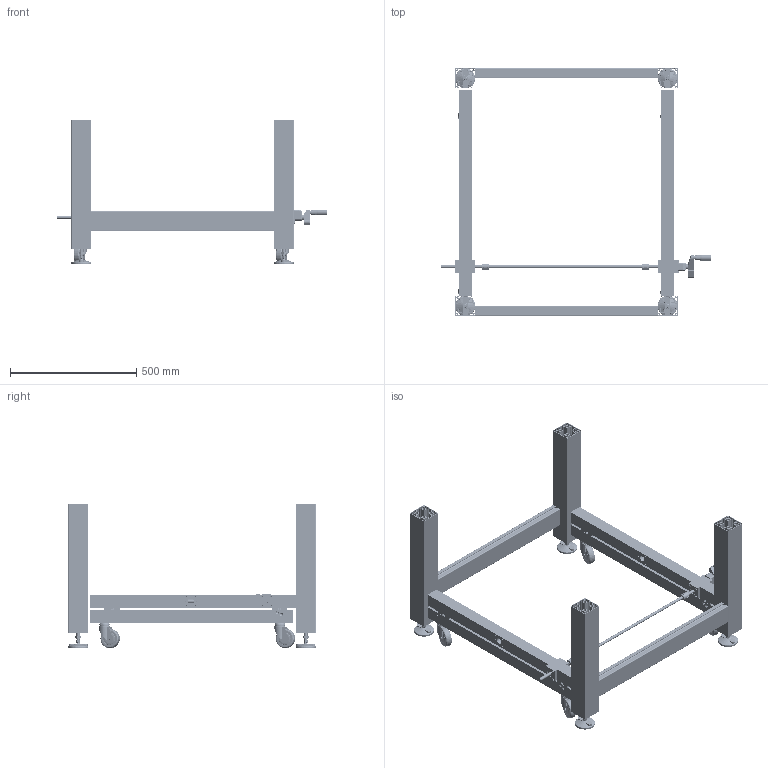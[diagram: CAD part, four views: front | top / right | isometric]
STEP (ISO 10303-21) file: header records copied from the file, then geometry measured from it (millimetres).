
FILE_DESCRIPTION(/* description */ ('Unknown'),/* implementation_level */ '2;1');
FILE_NAME(/* name */ 'A-0000210-Hubeinheit-50-Gestelleinbau-dy ',/* time_stamp */ '2020-05-25T09:45:56+02:00',/* author */ ('Unknown'),/* organization */ ('Unknown'),/* preprocessor_version */ 'ST-DEVELOPER v16.7',/* originating_system */ 'Solid Edge',/* authorisation */ 'Unknown');
FILE_SCHEMA (('AUTOMOTIVE_DESIGN {1 0 10303 214 3 1 1}'));
Products named in the file (13): A-0000210-Hubeinheit-50-Gestelleinbau-dy ; 80x80-May-xxxlg-1.11.080080.03LP; Lenkrolle-D75-h100-My-L21.15.09.075; LVL_FOOT_M14X66X80_PA_8; A-0000200-Hubeinheit-50-dy; T-0000374-Profil-50; A-0000198-Schlitten50-Hubeinheit-dy; A-0000042-Kegelradantrieb50-Flanschlager-dy; A-0000125-Flanschlager50-Stirnseite-dy; A-0000127-Digi-Adapterplatte-50-dy; T-0000375-Profil; Drehmomentwelle-D12-03-dy; 40x80-3N-May-xxxlg-1.11.040080.32LP
Assembly tree (29 placements, depth 3):
  A-0000210-Hubeinheit-50-Gestelleinbau-dy 
    80x80-May-xxxlg-1.11.080080.03LP  x4
    Lenkrolle-D75-h100-My-L21.15.09.075  x4
    LVL_FOOT_M14X66X80_PA_8  x4
    A-0000200-Hubeinheit-50-dy
      T-0000374-Profil-50  x2
      A-0000198-Schlitten50-Hubeinheit-dy  x4
      A-0000042-Kegelradantrieb50-Flanschlager-dy  x2
      A-0000125-Flanschlager50-Stirnseite-dy  x2
      A-0000127-Digi-Adapterplatte-50-dy
      T-0000375-Profil  x2
      Drehmomentwelle-D12-03-dy
    40x80-3N-May-xxxlg-1.11.040080.32LP  x2
Bounding box: 1071.46 x 980 x 570 mm (x, y, z)
Volume: 11077169.6 mm3; surface area: 6081871.3 mm2
Topology: 37 solids, 49 shells, 9209 faces, 25369 edges, 16594 vertices
Faces by surface type: plane 5525, cylinder 2400, cone 715, bspline 326, torus 216, sphere 27
Full cylindrical faces by diameter (mm): 1.7 x12, 3 x5, 3.2 x4, 4 x1, 4.1 x4, 4.2 x18, 4.917 x88, 5 x28, 5.3 x2, 5.5 x4, 5.8 x4, 6 x53, 6.4 x48, 6.6 x8, 8.6 x8, 8.96 x2, 10 x28, 10.546 x4, 11 x28, 11.5 x4, 12 x40, 13.024 x1, 14 x9, 14.5 x4, 16 x15, 17 x8, 17.3 x12, 18 x6, 20 x5, 20.9 x4
Entity records: 128380 total; most frequent: CARTESIAN_POINT 29968, ORIENTED_EDGE 17060, DIRECTION 16732, EDGE_CURVE 8530, VERTEX_POINT 5811, LINE 5706, VECTOR 5706, AXIS2_PLACEMENT_3D 5513
